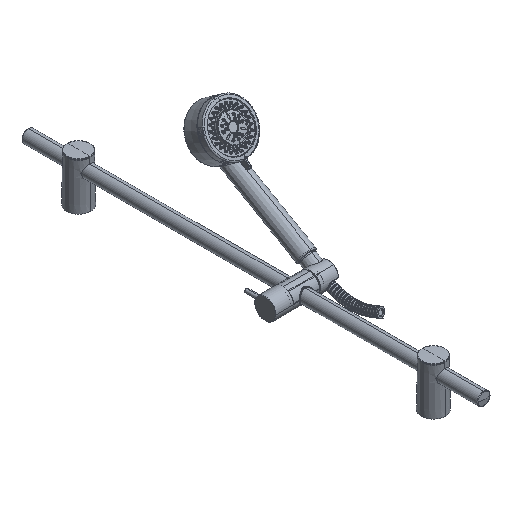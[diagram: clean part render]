
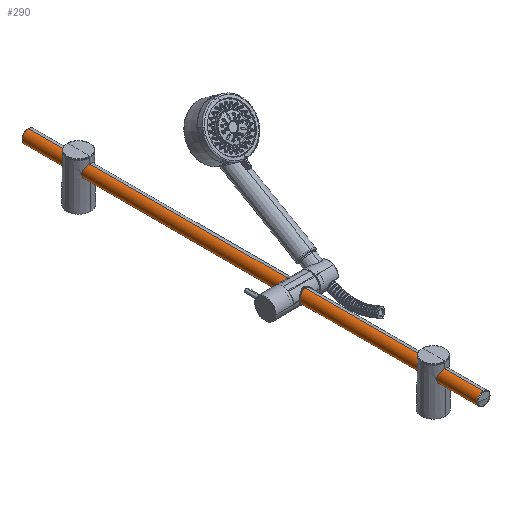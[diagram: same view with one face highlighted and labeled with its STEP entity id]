
A CAD part, isometric view. The second image highlights one B-rep face of the part: STEP entity #290.
In plain terms, the highlighted cylindrical face has radius 10.3 mm (diameter 20.6 mm), a partial arc.
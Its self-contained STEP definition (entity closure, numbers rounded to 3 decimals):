
#30=CARTESIAN_POINT('',(0.,430.171,0.));
#31=DIRECTION('',(0.,-1.,0.));
#32=DIRECTION('',(0.,0.,1.));
#33=AXIS2_PLACEMENT_3D('',#30,#31,#32);
#78=DIRECTION('',(0.,1.,0.));
#79=VECTOR('',#78,730.341);
#80=CARTESIAN_POINT('',(0.,-300.171,-10.275));
#81=LINE('',#80,#79);
#82=DIRECTION('',(0.,-1.,0.));
#83=VECTOR('',#82,730.341);
#84=CARTESIAN_POINT('',(0.,430.171,10.275));
#85=LINE('',#84,#83);
#91=CARTESIAN_POINT('',(0.,-300.171,0.));
#92=DIRECTION('',(0.,1.,0.));
#93=DIRECTION('',(0.,0.,-1.));
#94=AXIS2_PLACEMENT_3D('',#91,#92,#93);
#145=CARTESIAN_POINT('',(0.,-300.171,-10.25));
#147=VERTEX_POINT('',#145);
#148=CARTESIAN_POINT('',(0.,-300.171,10.25));
#149=VERTEX_POINT('',#148);
#156=CARTESIAN_POINT('',(0.,430.171,10.25));
#158=VERTEX_POINT('',#156);
#159=CARTESIAN_POINT('',(0.,430.171,-10.25));
#160=VERTEX_POINT('',#159);
#278=CARTESIAN_POINT('',(0.,-300.,0.));
#279=DIRECTION('',(0.,1.,0.));
#280=DIRECTION('',(0.,0.,1.));
#281=AXIS2_PLACEMENT_3D('',#278,#279,#280);
#282=CYLINDRICAL_SURFACE('',#281,10.3);
#283=ORIENTED_EDGE('',*,*,#262,.T.);
#284=ORIENTED_EDGE('',*,*,#197,.F.);
#285=ORIENTED_EDGE('',*,*,#258,.T.);
#287=ORIENTED_EDGE('',*,*,#286,.F.);
#288=EDGE_LOOP('',(#283,#284,#285,#287));
#289=FACE_OUTER_BOUND('',#288,.F.);
#290=ADVANCED_FACE('',(#289),#282,.T.);
#34=CIRCLE('',#33,10.25);
#95=CIRCLE('',#94,10.25);
#197=EDGE_CURVE('',#158,#160,#34,.T.);
#258=EDGE_CURVE('',#158,#149,#85,.T.);
#262=EDGE_CURVE('',#147,#160,#81,.T.);
#286=EDGE_CURVE('',#147,#149,#95,.T.);
